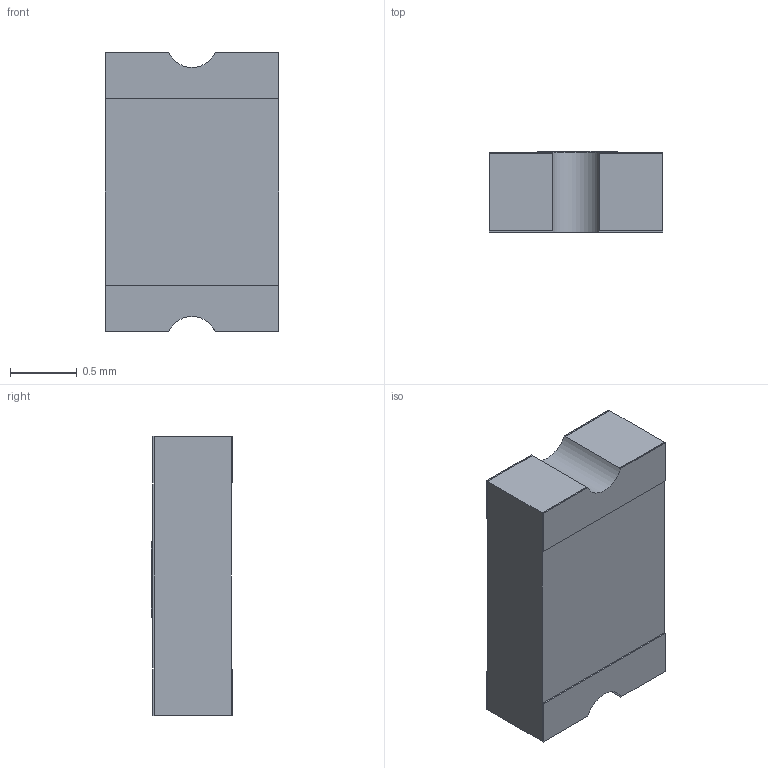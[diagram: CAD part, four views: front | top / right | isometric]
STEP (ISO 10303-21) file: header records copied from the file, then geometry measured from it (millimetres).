
FILE_DESCRIPTION (( 'STEP AP214' ), '1' );
FILE_NAME ('PTSLR0805.STEP', '2021-03-16T08:42:00', ( '' ), ( '' ), 'SwSTEP 2.0', 'SolidWorks 2016', '' );
FILE_SCHEMA (( 'AUTOMOTIVE_DESIGN' ));
Length unit declared in the file: millimetre
Products named in the file (1): PTSLR0805
Bounding box: 1.3 x 0.61 x 2.1 mm (x, y, z)
Volume: 1.6 mm3; surface area: 9.6 mm2
Topology: 1 solids, 1 shells, 63 faces, 166 edges, 108 vertices
Faces by surface type: plane 58, cylinder 3, bspline 2
Entity records: 2414 total; most frequent: CARTESIAN_POINT 404, ORIENTED_EDGE 332, DIRECTION 300, EDGE_CURVE 166, VECTOR 148, LINE 148, VERTEX_POINT 108, AXIS2_PLACEMENT_3D 76
